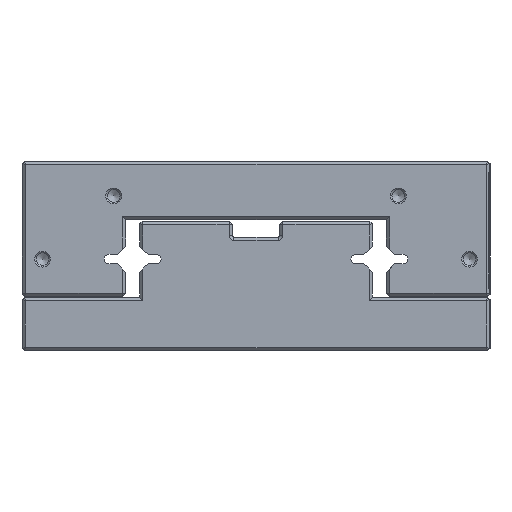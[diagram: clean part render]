
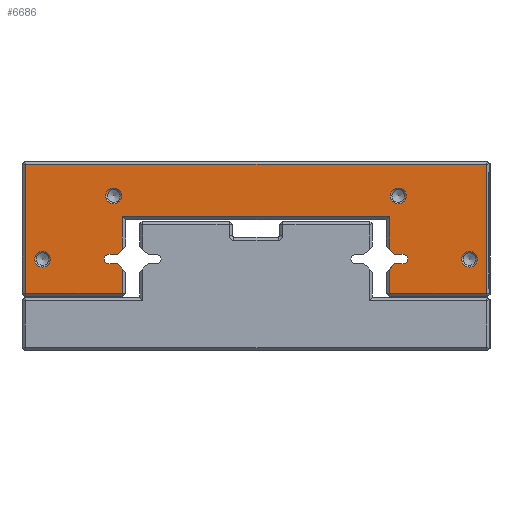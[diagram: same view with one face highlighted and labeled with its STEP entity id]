
A CAD part, left-side view. The second image highlights one B-rep face of the part: STEP entity #6686.
In plain terms, the highlighted planar face has unit normal (-1, 0, 0).
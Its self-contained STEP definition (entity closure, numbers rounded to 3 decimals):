
#5341=FACE_BOUND('',#10565,.T.);
#5342=FACE_BOUND('',#10566,.T.);
#5343=FACE_BOUND('',#10567,.T.);
#5344=FACE_BOUND('',#10568,.T.);
#5345=FACE_BOUND('',#10569,.T.);
#6069=CIRCLE('',#29187,1.5);
#6074=CIRCLE('',#29200,1.5);
#6080=CIRCLE('',#29212,2.5);
#6081=CIRCLE('',#29213,2.5);
#6082=CIRCLE('',#29214,2.5);
#6083=CIRCLE('',#29215,2.5);
#6686=ADVANCED_FACE('',(#5341,#5342,#5343,#5344,#5345),#8044,.T.);
#8044=PLANE('',#29216);
#10565=EDGE_LOOP('',(#13972,#13973,#13974,#13975,#13976,#13977,#13978,#13979,
#13980,#13981,#13982,#13983,#13984,#13985,#13986,#13987,#13988,#13989,#13990,
#13991,#13992,#13993,#13994,#13995));
#10566=EDGE_LOOP('',(#13996));
#10567=EDGE_LOOP('',(#13997));
#10568=EDGE_LOOP('',(#13998));
#10569=EDGE_LOOP('',(#13999));
#13972=ORIENTED_EDGE('',*,*,#21834,.F.);
#13973=ORIENTED_EDGE('',*,*,#21875,.T.);
#13974=ORIENTED_EDGE('',*,*,#21876,.T.);
#13975=ORIENTED_EDGE('',*,*,#21877,.T.);
#13976=ORIENTED_EDGE('',*,*,#21817,.F.);
#13977=ORIENTED_EDGE('',*,*,#21811,.F.);
#13978=ORIENTED_EDGE('',*,*,#21808,.F.);
#13979=ORIENTED_EDGE('',*,*,#21805,.F.);
#13980=ORIENTED_EDGE('',*,*,#21803,.F.);
#13981=ORIENTED_EDGE('',*,*,#21878,.T.);
#13982=ORIENTED_EDGE('',*,*,#21879,.T.);
#13983=ORIENTED_EDGE('',*,*,#21880,.T.);
#13984=ORIENTED_EDGE('',*,*,#21881,.T.);
#13985=ORIENTED_EDGE('',*,*,#21882,.T.);
#13986=ORIENTED_EDGE('',*,*,#21883,.T.);
#13987=ORIENTED_EDGE('',*,*,#21884,.T.);
#13988=ORIENTED_EDGE('',*,*,#21885,.T.);
#13989=ORIENTED_EDGE('',*,*,#21886,.T.);
#13990=ORIENTED_EDGE('',*,*,#21887,.T.);
#13991=ORIENTED_EDGE('',*,*,#21888,.T.);
#13992=ORIENTED_EDGE('',*,*,#21848,.F.);
#13993=ORIENTED_EDGE('',*,*,#21842,.F.);
#13994=ORIENTED_EDGE('',*,*,#21839,.F.);
#13995=ORIENTED_EDGE('',*,*,#21836,.F.);
#13996=ORIENTED_EDGE('',*,*,#21889,.T.);
#13997=ORIENTED_EDGE('',*,*,#21890,.T.);
#13998=ORIENTED_EDGE('',*,*,#21891,.T.);
#13999=ORIENTED_EDGE('',*,*,#21892,.T.);
#19341=VERTEX_POINT('',#39399);
#19342=VERTEX_POINT('',#39401);
#19343=VERTEX_POINT('',#39405);
#19345=VERTEX_POINT('',#39411);
#19347=VERTEX_POINT('',#39417);
#19352=VERTEX_POINT('',#39429);
#19364=VERTEX_POINT('',#39461);
#19365=VERTEX_POINT('',#39463);
#19366=VERTEX_POINT('',#39467);
#19368=VERTEX_POINT('',#39473);
#19370=VERTEX_POINT('',#39479);
#19375=VERTEX_POINT('',#39491);
#19398=VERTEX_POINT('',#39545);
#19399=VERTEX_POINT('',#39547);
#19400=VERTEX_POINT('',#39550);
#19401=VERTEX_POINT('',#39552);
#19402=VERTEX_POINT('',#39554);
#19403=VERTEX_POINT('',#39556);
#19404=VERTEX_POINT('',#39558);
#19405=VERTEX_POINT('',#39560);
#19406=VERTEX_POINT('',#39562);
#19407=VERTEX_POINT('',#39564);
#19408=VERTEX_POINT('',#39566);
#19409=VERTEX_POINT('',#39568);
#19410=VERTEX_POINT('',#39571);
#19411=VERTEX_POINT('',#39573);
#19412=VERTEX_POINT('',#39575);
#19413=VERTEX_POINT('',#39577);
#21803=EDGE_CURVE('',#19341,#19342,#24611,.T.);
#21805=EDGE_CURVE('',#19342,#19343,#24613,.T.);
#21808=EDGE_CURVE('',#19343,#19345,#6069,.T.);
#21811=EDGE_CURVE('',#19345,#19347,#24617,.T.);
#21817=EDGE_CURVE('',#19347,#19352,#24623,.T.);
#21834=EDGE_CURVE('',#19364,#19365,#24637,.T.);
#21836=EDGE_CURVE('',#19365,#19366,#24639,.T.);
#21839=EDGE_CURVE('',#19366,#19368,#6074,.T.);
#21842=EDGE_CURVE('',#19368,#19370,#24643,.T.);
#21848=EDGE_CURVE('',#19370,#19375,#24649,.T.);
#21875=EDGE_CURVE('',#19364,#19398,#24672,.T.);
#21876=EDGE_CURVE('',#19398,#19399,#24673,.T.);
#21877=EDGE_CURVE('',#19399,#19352,#24674,.T.);
#21878=EDGE_CURVE('',#19341,#19400,#24675,.T.);
#21879=EDGE_CURVE('',#19400,#19401,#24676,.T.);
#21880=EDGE_CURVE('',#19401,#19402,#24677,.T.);
#21881=EDGE_CURVE('',#19402,#19403,#24678,.T.);
#21882=EDGE_CURVE('',#19403,#19404,#24679,.T.);
#21883=EDGE_CURVE('',#19404,#19405,#24680,.T.);
#21884=EDGE_CURVE('',#19405,#19406,#24681,.T.);
#21885=EDGE_CURVE('',#19406,#19407,#24682,.T.);
#21886=EDGE_CURVE('',#19407,#19408,#24683,.T.);
#21887=EDGE_CURVE('',#19408,#19409,#24684,.T.);
#21888=EDGE_CURVE('',#19409,#19375,#24685,.T.);
#21889=EDGE_CURVE('',#19410,#19410,#6080,.T.);
#21890=EDGE_CURVE('',#19411,#19411,#6081,.T.);
#21891=EDGE_CURVE('',#19412,#19412,#6082,.T.);
#21892=EDGE_CURVE('',#19413,#19413,#6083,.T.);
#24611=LINE('',#39400,#27011);
#24613=LINE('',#39404,#27013);
#24617=LINE('',#39416,#27017);
#24623=LINE('',#39428,#27023);
#24637=LINE('',#39462,#27037);
#24639=LINE('',#39466,#27039);
#24643=LINE('',#39478,#27043);
#24649=LINE('',#39490,#27049);
#24672=LINE('',#39544,#27072);
#24673=LINE('',#39546,#27073);
#24674=LINE('',#39548,#27074);
#24675=LINE('',#39549,#27075);
#24676=LINE('',#39551,#27076);
#24677=LINE('',#39553,#27077);
#24678=LINE('',#39555,#27078);
#24679=LINE('',#39557,#27079);
#24680=LINE('',#39559,#27080);
#24681=LINE('',#39561,#27081);
#24682=LINE('',#39563,#27082);
#24683=LINE('',#39565,#27083);
#24684=LINE('',#39567,#27084);
#24685=LINE('',#39569,#27085);
#27011=VECTOR('',#32453,1.);
#27013=VECTOR('',#32457,1.);
#27017=VECTOR('',#32469,1.);
#27023=VECTOR('',#32477,1.);
#27037=VECTOR('',#32505,1.);
#27039=VECTOR('',#32509,1.);
#27043=VECTOR('',#32521,1.);
#27049=VECTOR('',#32529,1.);
#27072=VECTOR('',#32568,1.);
#27073=VECTOR('',#32569,1.);
#27074=VECTOR('',#32570,1.);
#27075=VECTOR('',#32571,1.);
#27076=VECTOR('',#32572,1.);
#27077=VECTOR('',#32573,1.);
#27078=VECTOR('',#32574,1.);
#27079=VECTOR('',#32575,1.);
#27080=VECTOR('',#32576,1.);
#27081=VECTOR('',#32577,1.);
#27082=VECTOR('',#32578,1.);
#27083=VECTOR('',#32579,1.);
#27084=VECTOR('',#32580,1.);
#27085=VECTOR('',#32581,1.);
#29187=AXIS2_PLACEMENT_3D('',#39410,#32462,#32463);
#29200=AXIS2_PLACEMENT_3D('',#39472,#32514,#32515);
#29212=AXIS2_PLACEMENT_3D('',#39570,#32582,#32583);
#29213=AXIS2_PLACEMENT_3D('',#39572,#32584,#32585);
#29214=AXIS2_PLACEMENT_3D('',#39574,#32586,#32587);
#29215=AXIS2_PLACEMENT_3D('',#39576,#32588,#32589);
#29216=AXIS2_PLACEMENT_3D('',#39578,#32590,#32591);
#32453=DIRECTION('',(0.,-0.707,0.707));
#32457=DIRECTION('',(0.,-1.,0.));
#32462=DIRECTION('',(-1.,0.,0.));
#32463=DIRECTION('',(0.,0.,-1.));
#32469=DIRECTION('',(0.,1.,0.));
#32477=DIRECTION('',(0.,0.707,0.707));
#32505=DIRECTION('',(0.,0.707,-0.707));
#32509=DIRECTION('',(0.,1.,0.));
#32514=DIRECTION('',(-1.,0.,0.));
#32515=DIRECTION('',(0.,0.,1.));
#32521=DIRECTION('',(0.,-1.,0.));
#32529=DIRECTION('',(0.,-0.707,-0.707));
#32568=DIRECTION('',(0.,0.,1.));
#32569=DIRECTION('',(0.,-1.,0.));
#32570=DIRECTION('',(0.,0.,-1.));
#32571=DIRECTION('',(0.,0.,-1.));
#32572=DIRECTION('',(0.,-1.,0.));
#32573=DIRECTION('',(0.,-0.707,0.707));
#32574=DIRECTION('',(0.,0.,1.));
#32575=DIRECTION('',(0.,0.707,0.707));
#32576=DIRECTION('',(0.,1.,0.));
#32577=DIRECTION('',(0.,0.707,-0.707));
#32578=DIRECTION('',(0.,0.,-1.));
#32579=DIRECTION('',(0.,-0.707,-0.707));
#32580=DIRECTION('',(0.,-1.,0.));
#32581=DIRECTION('',(0.,0.,1.));
#32582=DIRECTION('',(1.,0.,0.));
#32583=DIRECTION('',(0.,0.,-1.));
#32584=DIRECTION('',(1.,0.,0.));
#32585=DIRECTION('',(0.,0.,-1.));
#32586=DIRECTION('',(1.,0.,0.));
#32587=DIRECTION('',(0.,0.,-1.));
#32588=DIRECTION('',(1.,0.,0.));
#32589=DIRECTION('',(0.,0.,-1.));
#32590=DIRECTION('',(-1.,0.,0.));
#32591=DIRECTION('',(0.,0.,-1.));
#39399=CARTESIAN_POINT('',(80.,31.75,25.886));
#39400=CARTESIAN_POINT('',(80.,32.75,24.886));
#39401=CARTESIAN_POINT('',(80.,30.136,27.5));
#39404=CARTESIAN_POINT('',(80.,30.136,27.5));
#39405=CARTESIAN_POINT('',(80.,27.5,27.5));
#39410=CARTESIAN_POINT('',(80.,27.5,29.));
#39411=CARTESIAN_POINT('',(80.,27.5,30.5));
#39416=CARTESIAN_POINT('',(80.,27.5,30.5));
#39417=CARTESIAN_POINT('',(80.,30.136,30.5));
#39428=CARTESIAN_POINT('',(80.,30.136,30.5));
#39429=CARTESIAN_POINT('',(80.,31.75,32.114));
#39461=CARTESIAN_POINT('',(80.,116.25,32.114));
#39462=CARTESIAN_POINT('',(80.,115.25,33.114));
#39463=CARTESIAN_POINT('',(80.,117.864,30.5));
#39466=CARTESIAN_POINT('',(80.,117.864,30.5));
#39467=CARTESIAN_POINT('',(80.,120.5,30.5));
#39472=CARTESIAN_POINT('',(80.,120.5,29.));
#39473=CARTESIAN_POINT('',(80.,120.5,27.5));
#39478=CARTESIAN_POINT('',(80.,120.5,27.5));
#39479=CARTESIAN_POINT('',(80.,117.864,27.5));
#39490=CARTESIAN_POINT('',(80.,117.864,27.5));
#39491=CARTESIAN_POINT('',(80.,116.25,25.886));
#39544=CARTESIAN_POINT('',(80.,116.25,41.5));
#39545=CARTESIAN_POINT('',(80.,116.25,42.5));
#39546=CARTESIAN_POINT('',(80.,32.75,42.5));
#39547=CARTESIAN_POINT('',(80.,31.75,42.5));
#39548=CARTESIAN_POINT('',(80.,31.75,33.114));
#39549=CARTESIAN_POINT('',(80.,31.75,17.2));
#39550=CARTESIAN_POINT('',(80.,31.75,18.2));
#39551=CARTESIAN_POINT('',(80.,0.7,18.2));
#39552=CARTESIAN_POINT('',(80.,1.114,18.2));
#39553=CARTESIAN_POINT('',(80.,8.907,10.407));
#39554=CARTESIAN_POINT('',(80.,1.,18.314));
#39555=CARTESIAN_POINT('',(80.,1.,59.3));
#39556=CARTESIAN_POINT('',(80.,1.,58.886));
#39557=CARTESIAN_POINT('',(80.,-0.693,57.193));
#39558=CARTESIAN_POINT('',(80.,1.114,59.));
#39559=CARTESIAN_POINT('',(80.,147.3,59.));
#39560=CARTESIAN_POINT('',(80.,146.886,59.));
#39561=CARTESIAN_POINT('',(80.,102.193,103.693));
#39562=CARTESIAN_POINT('',(80.,147.,58.886));
#39563=CARTESIAN_POINT('',(80.,147.,17.9));
#39564=CARTESIAN_POINT('',(80.,147.,18.314));
#39565=CARTESIAN_POINT('',(80.,92.593,-36.093));
#39566=CARTESIAN_POINT('',(80.,146.886,18.2));
#39567=CARTESIAN_POINT('',(80.,115.25,18.2));
#39568=CARTESIAN_POINT('',(80.,116.25,18.2));
#39569=CARTESIAN_POINT('',(80.,116.25,24.886));
#39570=CARTESIAN_POINT('',(80.,141.5,29.));
#39571=CARTESIAN_POINT('',(80.,141.5,26.5));
#39572=CARTESIAN_POINT('',(80.,6.5,29.));
#39573=CARTESIAN_POINT('',(80.,6.5,26.5));
#39574=CARTESIAN_POINT('',(80.,29.,49.));
#39575=CARTESIAN_POINT('',(80.,29.,46.5));
#39576=CARTESIAN_POINT('',(80.,119.,49.));
#39577=CARTESIAN_POINT('',(80.,119.,46.5));
#39578=CARTESIAN_POINT('',(80.,27.5,29.));
